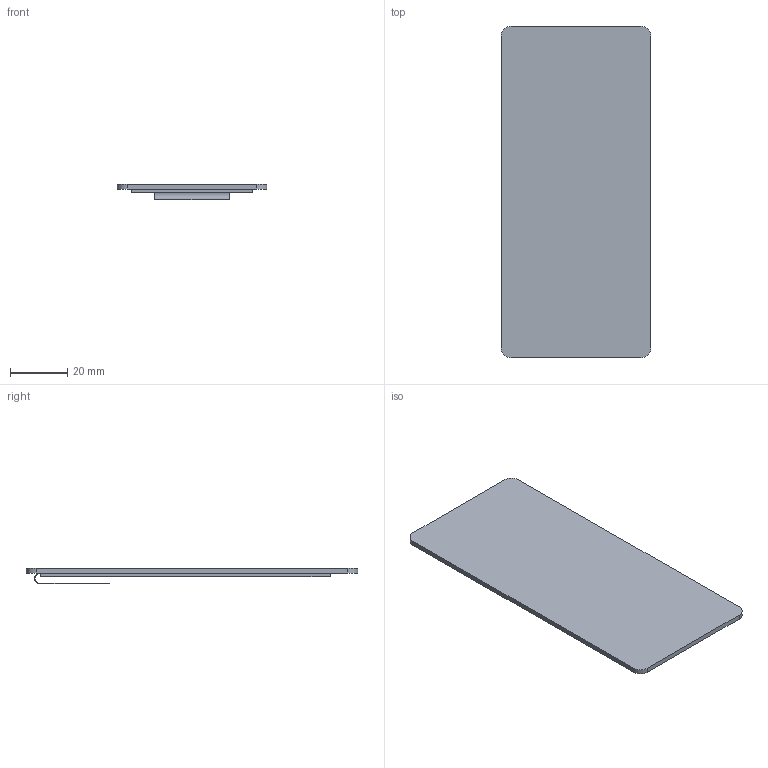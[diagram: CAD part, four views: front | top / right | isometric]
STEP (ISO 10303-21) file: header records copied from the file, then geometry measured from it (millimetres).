
FILE_DESCRIPTION(/* description */ (''),/* implementation_level */ '2;1');
FILE_NAME(/* name */ 'LCD_3_99.step',/* time_stamp */ '2024-04-04T00:52:53+02:00',/* author */ (''),/* organization */ (''),/* preprocessor_version */ 'ST-DEVELOPER v20',/* originating_system */ 'Autodesk Translation Framework v12.20.1.177',/* authorisation */ '');
FILE_SCHEMA (('AUTOMOTIVE_DESIGN { 1 0 10303 214 3 1 1 }'));
Length unit declared in the file: millimetre
Products named in the file (1): LCD
Bounding box: 52.5 x 116.13 x 5.47 mm (x, y, z)
Volume: 16246.3 mm3; surface area: 14532.6 mm2
Topology: 1 solids, 1 shells, 27 faces, 70 edges, 46 vertices
Faces by surface type: plane 21, cylinder 6
Entity records: 886 total; most frequent: CARTESIAN_POINT 144, ORIENTED_EDGE 140, DIRECTION 138, EDGE_CURVE 70, LINE 58, VECTOR 58, VERTEX_POINT 46, AXIS2_PLACEMENT_3D 40
